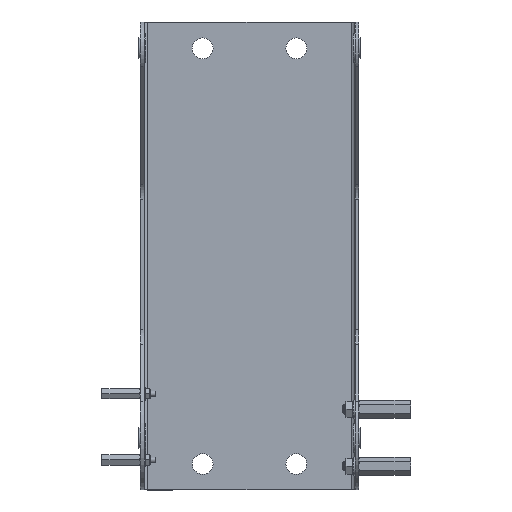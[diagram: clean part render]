
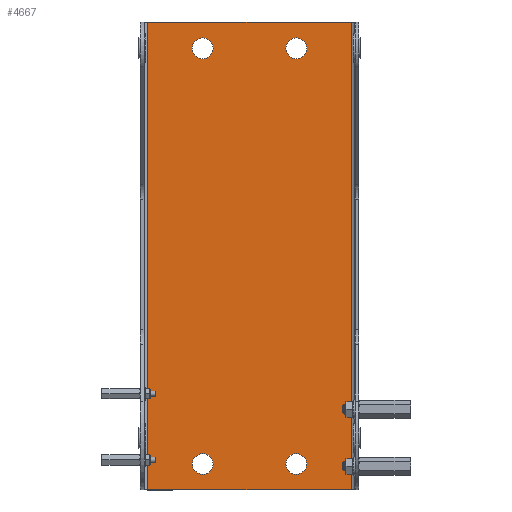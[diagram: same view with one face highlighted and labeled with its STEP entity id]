
A CAD part, top view. The second image highlights one B-rep face of the part: STEP entity #4667.
In plain terms, the highlighted planar face has unit normal (0, 0, 1).
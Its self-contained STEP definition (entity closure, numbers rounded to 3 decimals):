
#560=FACE_BOUND('',#1010,.T.);
#561=FACE_BOUND('',#1011,.T.);
#562=FACE_BOUND('',#1012,.T.);
#563=FACE_BOUND('',#1013,.T.);
#599=PLANE('',#5130);
#703=FACE_OUTER_BOUND('',#1009,.T.);
#1009=EDGE_LOOP('',(#3406,#3407,#3408,#3409));
#1010=EDGE_LOOP('',(#3410,#3411));
#1011=EDGE_LOOP('',(#3412,#3413));
#1012=EDGE_LOOP('',(#3414,#3415));
#1013=EDGE_LOOP('',(#3416,#3417));
#1306=LINE('',#7131,#1510);
#1311=LINE('',#7148,#1515);
#1313=LINE('',#7152,#1517);
#1315=LINE('',#7156,#1519);
#1510=VECTOR('',#5870,10.);
#1515=VECTOR('',#5891,10.);
#1517=VECTOR('',#5897,10.);
#1519=VECTOR('',#5903,10.);
#1654=CIRCLE('',#4994,4.);
#1655=CIRCLE('',#4995,4.);
#1657=CIRCLE('',#4998,4.);
#1658=CIRCLE('',#4999,4.);
#1660=CIRCLE('',#5002,4.);
#1661=CIRCLE('',#5003,4.);
#1663=CIRCLE('',#5006,4.);
#1664=CIRCLE('',#5007,4.);
#1906=VERTEX_POINT('',#6859);
#1907=VERTEX_POINT('',#6860);
#1909=VERTEX_POINT('',#6867);
#1910=VERTEX_POINT('',#6868);
#1912=VERTEX_POINT('',#6875);
#1913=VERTEX_POINT('',#6876);
#1915=VERTEX_POINT('',#6883);
#1916=VERTEX_POINT('',#6884);
#2002=VERTEX_POINT('',#7122);
#2003=VERTEX_POINT('',#7126);
#2006=VERTEX_POINT('',#7140);
#2007=VERTEX_POINT('',#7144);
#2380=EDGE_CURVE('',#1906,#1907,#1654,.T.);
#2381=EDGE_CURVE('',#1907,#1906,#1655,.T.);
#2384=EDGE_CURVE('',#1909,#1910,#1657,.T.);
#2385=EDGE_CURVE('',#1910,#1909,#1658,.T.);
#2388=EDGE_CURVE('',#1912,#1913,#1660,.T.);
#2389=EDGE_CURVE('',#1913,#1912,#1661,.T.);
#2392=EDGE_CURVE('',#1915,#1916,#1663,.T.);
#2393=EDGE_CURVE('',#1916,#1915,#1664,.T.);
#2516=EDGE_CURVE('',#2002,#2003,#1306,.T.);
#2525=EDGE_CURVE('',#2006,#2007,#1311,.T.);
#2527=EDGE_CURVE('',#2003,#2006,#1313,.T.);
#2529=EDGE_CURVE('',#2007,#2002,#1315,.T.);
#3406=ORIENTED_EDGE('',*,*,#2516,.T.);
#3407=ORIENTED_EDGE('',*,*,#2527,.T.);
#3408=ORIENTED_EDGE('',*,*,#2525,.T.);
#3409=ORIENTED_EDGE('',*,*,#2529,.T.);
#3410=ORIENTED_EDGE('',*,*,#2380,.T.);
#3411=ORIENTED_EDGE('',*,*,#2381,.T.);
#3412=ORIENTED_EDGE('',*,*,#2384,.T.);
#3413=ORIENTED_EDGE('',*,*,#2385,.T.);
#3414=ORIENTED_EDGE('',*,*,#2388,.T.);
#3415=ORIENTED_EDGE('',*,*,#2389,.T.);
#3416=ORIENTED_EDGE('',*,*,#2392,.T.);
#3417=ORIENTED_EDGE('',*,*,#2393,.T.);
#4667=ADVANCED_FACE('',(#703,#560,#561,#562,#563),#599,.T.);
#4994=AXIS2_PLACEMENT_3D('',#6861,#5572,#5573);
#4995=AXIS2_PLACEMENT_3D('',#6862,#5574,#5575);
#4998=AXIS2_PLACEMENT_3D('',#6869,#5581,#5582);
#4999=AXIS2_PLACEMENT_3D('',#6870,#5583,#5584);
#5002=AXIS2_PLACEMENT_3D('',#6877,#5590,#5591);
#5003=AXIS2_PLACEMENT_3D('',#6878,#5592,#5593);
#5006=AXIS2_PLACEMENT_3D('',#6885,#5599,#5600);
#5007=AXIS2_PLACEMENT_3D('',#6886,#5601,#5602);
#5130=AXIS2_PLACEMENT_3D('',#7157,#5904,#5905);
#5572=DIRECTION('center_axis',(0.,0.,-1.));
#5573=DIRECTION('ref_axis',(1.,0.,0.));
#5574=DIRECTION('center_axis',(0.,0.,-1.));
#5575=DIRECTION('ref_axis',(1.,0.,0.));
#5581=DIRECTION('center_axis',(0.,0.,-1.));
#5582=DIRECTION('ref_axis',(1.,0.,0.));
#5583=DIRECTION('center_axis',(0.,0.,-1.));
#5584=DIRECTION('ref_axis',(1.,0.,0.));
#5590=DIRECTION('center_axis',(0.,0.,-1.));
#5591=DIRECTION('ref_axis',(1.,0.,0.));
#5592=DIRECTION('center_axis',(0.,0.,-1.));
#5593=DIRECTION('ref_axis',(1.,0.,0.));
#5599=DIRECTION('center_axis',(0.,0.,-1.));
#5600=DIRECTION('ref_axis',(1.,0.,0.));
#5601=DIRECTION('center_axis',(0.,0.,-1.));
#5602=DIRECTION('ref_axis',(1.,0.,0.));
#5870=DIRECTION('',(0.,-1.,0.));
#5891=DIRECTION('',(0.,1.,0.));
#5897=DIRECTION('',(1.,0.,0.));
#5903=DIRECTION('',(-1.,0.,0.));
#5904=DIRECTION('center_axis',(0.,0.,1.));
#5905=DIRECTION('ref_axis',(0.,-1.,0.));
#6859=CARTESIAN_POINT('',(22.,-80.,0.));
#6860=CARTESIAN_POINT('',(14.,-80.,0.));
#6861=CARTESIAN_POINT('Origin',(18.,-80.,0.));
#6862=CARTESIAN_POINT('Origin',(18.,-80.,0.));
#6867=CARTESIAN_POINT('',(-14.,80.,0.));
#6868=CARTESIAN_POINT('',(-22.,80.,0.));
#6869=CARTESIAN_POINT('Origin',(-18.,80.,0.));
#6870=CARTESIAN_POINT('Origin',(-18.,80.,0.));
#6875=CARTESIAN_POINT('',(22.,80.,0.));
#6876=CARTESIAN_POINT('',(14.,80.,0.));
#6877=CARTESIAN_POINT('Origin',(18.,80.,0.));
#6878=CARTESIAN_POINT('Origin',(18.,80.,0.));
#6883=CARTESIAN_POINT('',(-14.,-80.,0.));
#6884=CARTESIAN_POINT('',(-22.,-80.,0.));
#6885=CARTESIAN_POINT('Origin',(-18.,-80.,0.));
#6886=CARTESIAN_POINT('Origin',(-18.,-80.,0.));
#7122=CARTESIAN_POINT('',(-39.1,90.,0.));
#7126=CARTESIAN_POINT('',(-39.1,-90.,0.));
#7131=CARTESIAN_POINT('',(-39.1,45.,0.));
#7140=CARTESIAN_POINT('',(39.1,-90.,0.));
#7144=CARTESIAN_POINT('',(39.1,90.,0.));
#7148=CARTESIAN_POINT('',(39.1,-45.,0.));
#7152=CARTESIAN_POINT('',(-42.1,-90.,0.));
#7156=CARTESIAN_POINT('',(42.1,90.,0.));
#7157=CARTESIAN_POINT('Origin',(0.,0.,
0.));
